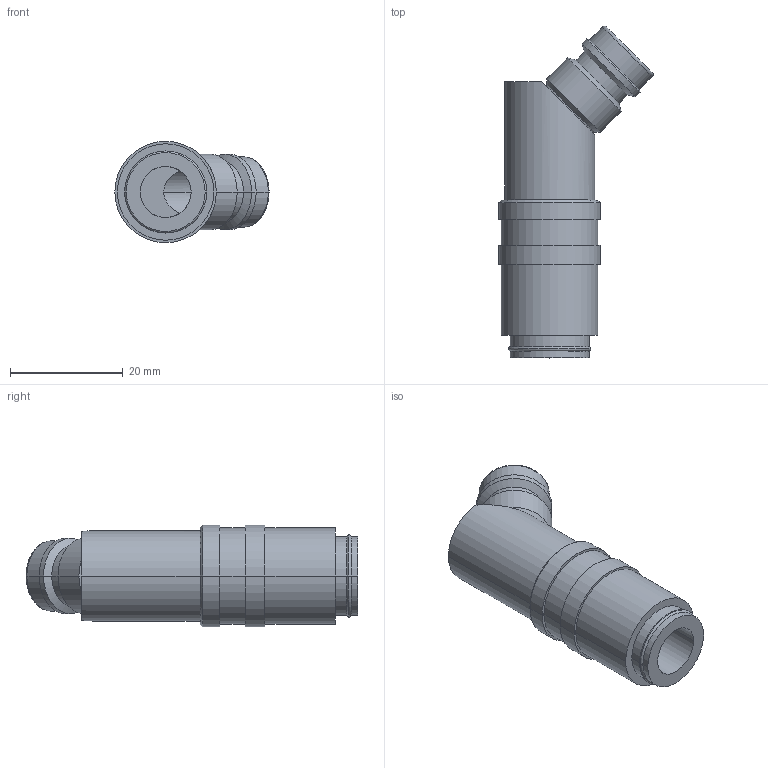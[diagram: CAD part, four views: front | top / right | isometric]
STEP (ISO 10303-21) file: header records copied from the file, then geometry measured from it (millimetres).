
FILE_DESCRIPTION(('STEP AP214'),'1');
FILE_NAME('eshmk-eshs-45.stp','2020-04-22T06:06:13',('TraceParts'),('TraceParts S.A.'),'Spatial InterOp 3D',' ',' ');
FILE_SCHEMA(('automotive_design'));
Length unit declared in the file: millimetre
Products named in the file (1): 1
Bounding box: 27.35 x 58.87 x 18 mm (x, y, z)
Volume: 7936.3 mm3; surface area: 5294 mm2
Topology: 1 solids, 1 shells, 56 faces, 120 edges, 72 vertices
Faces by surface type: cylinder 28, plane 12, cone 10, torus 6
Entity records: 2329 total; most frequent: CARTESIAN_POINT 589, DIRECTION 307, ORIENTED_EDGE 240, AXIS2_PLACEMENT_3D 134, EDGE_CURVE 120, VERTEX_POINT 72, CIRCLE 71, EDGE_LOOP 64
